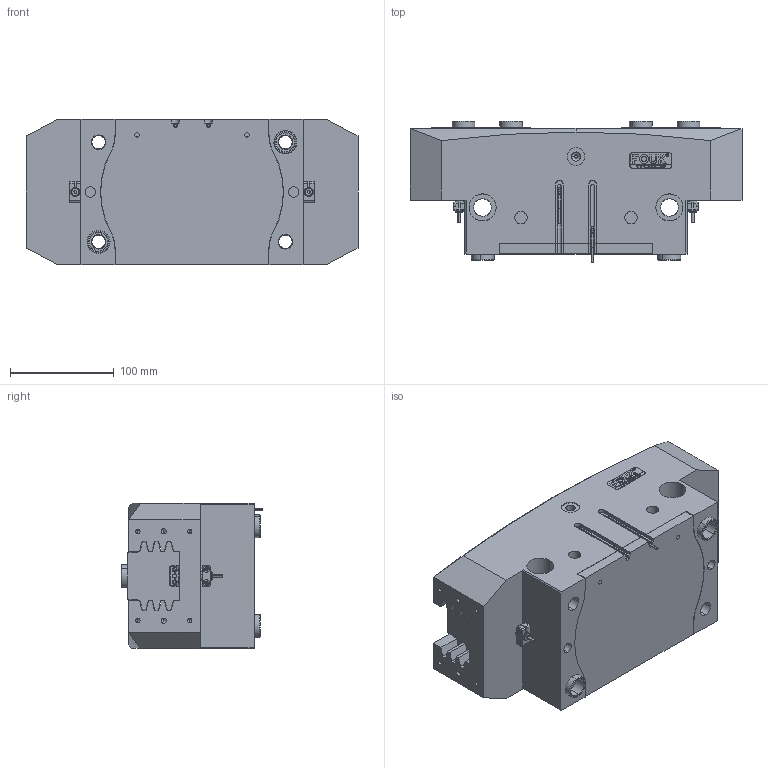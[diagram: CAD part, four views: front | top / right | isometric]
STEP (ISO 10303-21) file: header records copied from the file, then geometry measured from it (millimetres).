
FILE_DESCRIPTION (( 'STEP AP203' ), '1' );
FILE_NAME ('FR136-320-S.STEP', '2025-05-07T00:51:31', ( 'USER-' ), ( 'Microsoft' ), 'SwSTEP 2.0', 'SolidWorks 2018', '' );
FILE_SCHEMA (( 'CONFIG_CONTROL_DESIGN' ));
Length unit declared in the file: millimetre
Products named in the file (14): TRT136-320-SX-02 喘倛賑輸; 8-30 換覜ん; TRT136-320-MX-05 菁裔啣; 湮覜聆假蚾璃; TRT136-320-MX-01 齿形壳体(默认_按加工_); ﾏ擎ﾗ22｡ﾁ16｡ﾁ12; 40x15-R2.5; 22x12杶种; TRT136-320-MX-06 笢猾え; 棠羲換覜ん; 晚假蚾輸B; 内六角圆柱头螺钉[GBT70_1-2008][M2.5×8]_M2.5×8; FR136-320-S; P-GS-T-01 喘倛蚚標釱
Assembly tree (24 placements, depth 2):
  FR136-320-S
    TRT136-320-MX-01 齿形壳体(默认_按加工_)
    TRT136-320-SX-02 喘倛賑輸  x2
    TRT136-320-MX-05 菁裔啣
    8-30 換覜ん  x2
    晚假蚾輸B
    22x12杶种  x4
    TRT136-320-MX-06 笢猾え
    P-GS-T-01 喘倛蚚標釱  x2
    40x15-R2.5
    棠羲換覜ん  x2
    内六角圆柱头螺钉[GBT70_1-2008][M2.5×8]_M2.5×8  x4
    湮覜聆假蚾璃
    ﾏ擎ﾗ22｡ﾁ16｡ﾁ12  x2
Bounding box: 320 x 136.31 x 140 mm (x, y, z)
Volume: 4154763.9 mm3; surface area: 451541 mm2
Topology: 24 solids, 26 shells, 1401 faces, 3609 edges, 2297 vertices
Faces by surface type: plane 622, cylinder 399, cone 209, bspline 155, torus 16
Entity records: 42150 total; most frequent: CARTESIAN_POINT 13206, ORIENTED_EDGE 5810, DIRECTION 5250, EDGE_CURVE 2905, VERTEX_POINT 1897, LINE 1832, VECTOR 1832, AXIS2_PLACEMENT_3D 1709
